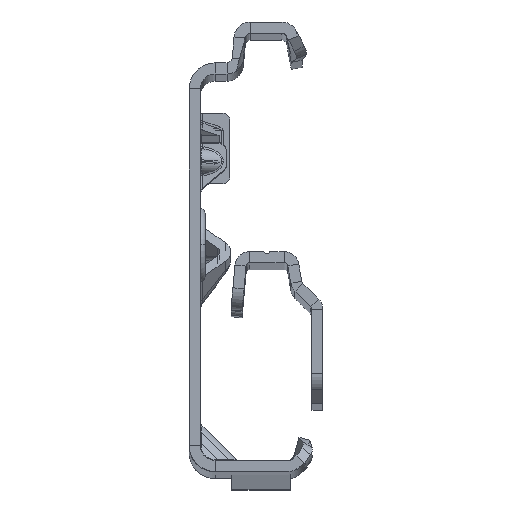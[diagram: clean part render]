
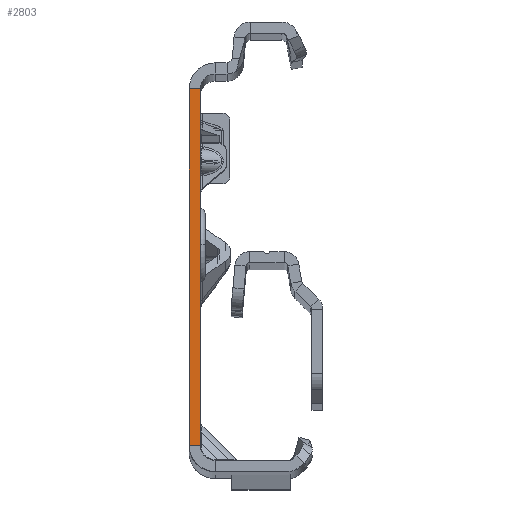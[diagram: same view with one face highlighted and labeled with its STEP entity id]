
A CAD part, top view. The second image highlights one B-rep face of the part: STEP entity #2803.
In plain terms, the highlighted planar face has unit normal (0, 0, 1).
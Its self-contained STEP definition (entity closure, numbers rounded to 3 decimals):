
#1952 = EDGE_CURVE ( 'NONE', #7889, #15721, #46834, .T. ) ;
#2803 = ADVANCED_FACE ( 'NONE', ( #39059 ), #27391, .T. ) ;
#6307 = EDGE_CURVE ( 'NONE', #53361, #12907, #48796, .T. ) ;
#7889 = VERTEX_POINT ( 'NONE', #40748 ) ;
#8815 = CARTESIAN_POINT ( 'NONE',  ( -1.5, -27.865, 0. ) ) ;
#10773 = CARTESIAN_POINT ( 'NONE',  ( 0., -27.865, 0. ) ) ;
#12847 = ORIENTED_EDGE ( 'NONE', *, *, #25149, .F. ) ;
#12907 = VERTEX_POINT ( 'NONE', #53571 ) ;
#13450 = VECTOR ( 'NONE', #25096, 1000. ) ;
#14632 = DIRECTION ( 'NONE',  ( -1., 0., 0. ) ) ;
#15721 = VERTEX_POINT ( 'NONE', #41792 ) ;
#17683 = CARTESIAN_POINT ( 'NONE',  ( 0., 22.135, 0. ) ) ;
#17931 = CARTESIAN_POINT ( 'NONE',  ( -1.5, -27.865, 0. ) ) ;
#17969 = ORIENTED_EDGE ( 'NONE', *, *, #1952, .T. ) ;
#18204 = DIRECTION ( 'NONE',  ( 0., 0., 1. ) ) ;
#19633 = CARTESIAN_POINT ( 'NONE',  ( 0., 22.135, 0. ) ) ;
#23480 = ORIENTED_EDGE ( 'NONE', *, *, #39694, .T. ) ;
#25096 = DIRECTION ( 'NONE',  ( -1., 0., 0. ) ) ;
#25149 = EDGE_CURVE ( 'NONE', #12907, #15721, #38685, .T. ) ;
#25965 = AXIS2_PLACEMENT_3D ( 'NONE', #17931, #18204, #34898 ) ;
#26612 = VECTOR ( 'NONE', #14632, 1000. ) ;
#27391 = PLANE ( 'NONE',  #25965 ) ;
#27971 = LINE ( 'NONE', #19633, #26612 ) ;
#29248 = CARTESIAN_POINT ( 'NONE',  ( 0., -25.865, 0. ) ) ;
#34898 = DIRECTION ( 'NONE',  ( 1., 0., 0. ) ) ;
#38685 = LINE ( 'NONE', #29248, #13450 ) ;
#39059 = FACE_OUTER_BOUND ( 'NONE', #44302, .T. ) ;
#39694 = EDGE_CURVE ( 'NONE', #53361, #7889, #27971, .T. ) ;
#40335 = VECTOR ( 'NONE', #49065, 1000. ) ;
#40748 = CARTESIAN_POINT ( 'NONE',  ( -1.5, 22.135, 0. ) ) ;
#41792 = CARTESIAN_POINT ( 'NONE',  ( -1.5, -25.865, 0. ) ) ;
#42676 = DIRECTION ( 'NONE',  ( 0., -1., 0. ) ) ;
#44302 = EDGE_LOOP ( 'NONE', ( #52556, #23480, #17969, #12847 ) ) ;
#46834 = LINE ( 'NONE', #8815, #48478 ) ;
#48478 = VECTOR ( 'NONE', #42676, 1000. ) ;
#48796 = LINE ( 'NONE', #10773, #40335 ) ;
#49065 = DIRECTION ( 'NONE',  ( 0., -1., 0. ) ) ;
#52556 = ORIENTED_EDGE ( 'NONE', *, *, #6307, .F. ) ;
#53361 = VERTEX_POINT ( 'NONE', #17683 ) ;
#53571 = CARTESIAN_POINT ( 'NONE',  ( 0., -25.865, 0. ) ) ;
